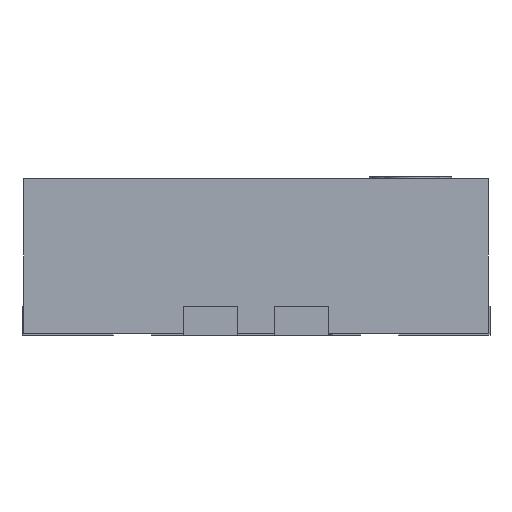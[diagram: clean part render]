
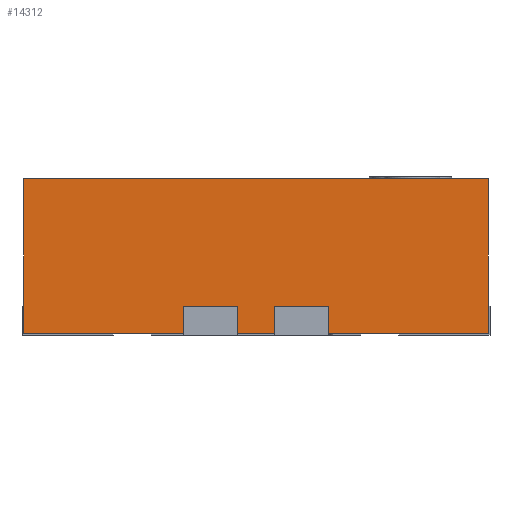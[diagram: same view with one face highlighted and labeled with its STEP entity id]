
A CAD part, left-side view. The second image highlights one B-rep face of the part: STEP entity #14312.
In plain terms, the highlighted planar face has unit normal (-1, 0, 0).
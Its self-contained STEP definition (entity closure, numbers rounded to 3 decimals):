
#205 = LINE ( 'NONE', #13748, #6055 ) ;
#209 = DIRECTION ( 'NONE',  ( 0., -1., 0. ) ) ;
#510 = VECTOR ( 'NONE', #209, 1000. ) ;
#1165 = CARTESIAN_POINT ( 'NONE',  ( -2.275, -0.4, 0. ) ) ;
#1352 = VERTEX_POINT ( 'NONE', #9813 ) ;
#1662 = CARTESIAN_POINT ( 'NONE',  ( -2.275, -1.275, 0.85 ) ) ;
#1752 = CARTESIAN_POINT ( 'NONE',  ( -2.275, 0.4, 0.85 ) ) ;
#1969 = EDGE_CURVE ( 'NONE', #13646, #2599, #4998, .T. ) ;
#2046 = EDGE_LOOP ( 'NONE', ( #10382, #15537, #16090, #15856, #8497, #7920, #12315, #6279, #4144, #12125, #15479, #3268 ) ) ;
#2061 = CARTESIAN_POINT ( 'NONE',  ( -2.275, -0.1, 0. ) ) ;
#2087 = CARTESIAN_POINT ( 'NONE',  ( -2.275, 0.1, 0.15 ) ) ;
#2153 = LINE ( 'NONE', #15689, #7425 ) ;
#2267 = EDGE_CURVE ( 'NONE', #14214, #9945, #6653, .T. ) ;
#2437 = AXIS2_PLACEMENT_3D ( 'NONE', #10621, #17168, #3677 ) ;
#2465 = EDGE_CURVE ( 'NONE', #13676, #12681, #6722, .T. ) ;
#2586 = CARTESIAN_POINT ( 'NONE',  ( -2.275, -1.275, 0.85 ) ) ;
#2599 = VERTEX_POINT ( 'NONE', #2061 ) ;
#2625 = DIRECTION ( 'NONE',  ( 0., -1., 0. ) ) ;
#2780 = CARTESIAN_POINT ( 'NONE',  ( -2.275, 1.275, 0.85 ) ) ;
#2912 = CARTESIAN_POINT ( 'NONE',  ( -2.275, 1.275, 0.85 ) ) ;
#3144 = CARTESIAN_POINT ( 'NONE',  ( -2.275, -0.1, 0.15 ) ) ;
#3268 = ORIENTED_EDGE ( 'NONE', *, *, #7298, .T. ) ;
#3322 = PLANE ( 'NONE',  #2437 ) ;
#3455 = CARTESIAN_POINT ( 'NONE',  ( -2.275, 1.275, 0.85 ) ) ;
#3677 = DIRECTION ( 'NONE',  ( 0., 1., 0. ) ) ;
#4144 = ORIENTED_EDGE ( 'NONE', *, *, #2267, .T. ) ;
#4427 = DIRECTION ( 'NONE',  ( 0., 0., -1. ) ) ;
#4590 = VERTEX_POINT ( 'NONE', #2087 ) ;
#4736 = EDGE_CURVE ( 'NONE', #14214, #13676, #10157, .T. ) ;
#4998 = LINE ( 'NONE', #13021, #12284 ) ;
#5345 = VECTOR ( 'NONE', #14308, 1000. ) ;
#5626 = VERTEX_POINT ( 'NONE', #11092 ) ;
#5790 = EDGE_CURVE ( 'NONE', #1352, #5626, #16263, .T. ) ;
#6017 = EDGE_CURVE ( 'NONE', #9945, #5626, #8962, .T. ) ;
#6055 = VECTOR ( 'NONE', #8365, 1000. ) ;
#6266 = CARTESIAN_POINT ( 'NONE',  ( -2.275, 0.1, 0.85 ) ) ;
#6279 = ORIENTED_EDGE ( 'NONE', *, *, #4736, .F. ) ;
#6653 = LINE ( 'NONE', #2780, #11313 ) ;
#6722 = LINE ( 'NONE', #2586, #16920 ) ;
#7298 = EDGE_CURVE ( 'NONE', #1352, #4590, #2153, .T. ) ;
#7425 = VECTOR ( 'NONE', #16933, 1000. ) ;
#7920 = ORIENTED_EDGE ( 'NONE', *, *, #14960, .T. ) ;
#7975 = CARTESIAN_POINT ( 'NONE',  ( -2.275, 1.275, 0.15 ) ) ;
#8109 = VECTOR ( 'NONE', #14330, 1000. ) ;
#8365 = DIRECTION ( 'NONE',  ( 0., 0., 1. ) ) ;
#8497 = ORIENTED_EDGE ( 'NONE', *, *, #15997, .T. ) ;
#8508 = DIRECTION ( 'NONE',  ( 0., 0., -1. ) ) ;
#8612 = VECTOR ( 'NONE', #11858, 1000. ) ;
#8962 = LINE ( 'NONE', #16967, #8109 ) ;
#8973 = FACE_OUTER_BOUND ( 'NONE', #2046, .T. ) ;
#9049 = EDGE_CURVE ( 'NONE', #17410, #13727, #14691, .T. ) ;
#9381 = CARTESIAN_POINT ( 'NONE',  ( -2.275, -1.275, 0. ) ) ;
#9481 = CARTESIAN_POINT ( 'NONE',  ( -2.275, 0.1, 0. ) ) ;
#9813 = CARTESIAN_POINT ( 'NONE',  ( -2.275, 0.4, 0.15 ) ) ;
#9945 = VERTEX_POINT ( 'NONE', #10887 ) ;
#10157 = LINE ( 'NONE', #3455, #5345 ) ;
#10285 = DIRECTION ( 'NONE',  ( 0., 0., 1. ) ) ;
#10382 = ORIENTED_EDGE ( 'NONE', *, *, #11246, .F. ) ;
#10621 = CARTESIAN_POINT ( 'NONE',  ( -2.275, 1.275, 0.85 ) ) ;
#10666 = DIRECTION ( 'NONE',  ( 0., 0., -1. ) ) ;
#10758 = CARTESIAN_POINT ( 'NONE',  ( -2.275, -0.4, 0.85 ) ) ;
#10887 = CARTESIAN_POINT ( 'NONE',  ( -2.275, 1.275, 0. ) ) ;
#10906 = VECTOR ( 'NONE', #4427, 1000. ) ;
#10982 = EDGE_CURVE ( 'NONE', #2599, #17410, #205, .T. ) ;
#11092 = CARTESIAN_POINT ( 'NONE',  ( -2.275, 0.4, 0. ) ) ;
#11246 = EDGE_CURVE ( 'NONE', #13646, #4590, #14271, .T. ) ;
#11313 = VECTOR ( 'NONE', #14590, 1000. ) ;
#11477 = VECTOR ( 'NONE', #8508, 1000. ) ;
#11858 = DIRECTION ( 'NONE',  ( 0., -1., 0. ) ) ;
#12125 = ORIENTED_EDGE ( 'NONE', *, *, #6017, .T. ) ;
#12284 = VECTOR ( 'NONE', #2625, 1000. ) ;
#12315 = ORIENTED_EDGE ( 'NONE', *, *, #2465, .F. ) ;
#12681 = VERTEX_POINT ( 'NONE', #9381 ) ;
#13021 = CARTESIAN_POINT ( 'NONE',  ( -2.275, 1.275, 0. ) ) ;
#13646 = VERTEX_POINT ( 'NONE', #9481 ) ;
#13676 = VERTEX_POINT ( 'NONE', #1662 ) ;
#13727 = VERTEX_POINT ( 'NONE', #15359 ) ;
#13748 = CARTESIAN_POINT ( 'NONE',  ( -2.275, -0.1, 0.85 ) ) ;
#13769 = LINE ( 'NONE', #10758, #10906 ) ;
#14214 = VERTEX_POINT ( 'NONE', #2912 ) ;
#14271 = LINE ( 'NONE', #6266, #17305 ) ;
#14308 = DIRECTION ( 'NONE',  ( 0., -1., 0. ) ) ;
#14312 = ADVANCED_FACE ( 'NONE', ( #8973 ), #3322, .F. ) ;
#14330 = DIRECTION ( 'NONE',  ( 0., -1., 0. ) ) ;
#14590 = DIRECTION ( 'NONE',  ( 0., 0., -1. ) ) ;
#14691 = LINE ( 'NONE', #7975, #8612 ) ;
#14960 = EDGE_CURVE ( 'NONE', #16459, #12681, #16305, .T. ) ;
#15067 = CARTESIAN_POINT ( 'NONE',  ( -2.275, 1.275, 0. ) ) ;
#15359 = CARTESIAN_POINT ( 'NONE',  ( -2.275, -0.4, 0.15 ) ) ;
#15479 = ORIENTED_EDGE ( 'NONE', *, *, #5790, .F. ) ;
#15537 = ORIENTED_EDGE ( 'NONE', *, *, #1969, .T. ) ;
#15689 = CARTESIAN_POINT ( 'NONE',  ( -2.275, 1.275, 0.15 ) ) ;
#15856 = ORIENTED_EDGE ( 'NONE', *, *, #9049, .T. ) ;
#15997 = EDGE_CURVE ( 'NONE', #13727, #16459, #13769, .T. ) ;
#16090 = ORIENTED_EDGE ( 'NONE', *, *, #10982, .T. ) ;
#16263 = LINE ( 'NONE', #1752, #11477 ) ;
#16305 = LINE ( 'NONE', #15067, #510 ) ;
#16459 = VERTEX_POINT ( 'NONE', #1165 ) ;
#16920 = VECTOR ( 'NONE', #10666, 1000. ) ;
#16933 = DIRECTION ( 'NONE',  ( 0., -1., 0. ) ) ;
#16967 = CARTESIAN_POINT ( 'NONE',  ( -2.275, 1.275, 0. ) ) ;
#17168 = DIRECTION ( 'NONE',  ( 1., 0., 0. ) ) ;
#17305 = VECTOR ( 'NONE', #10285, 1000. ) ;
#17410 = VERTEX_POINT ( 'NONE', #3144 ) ;
